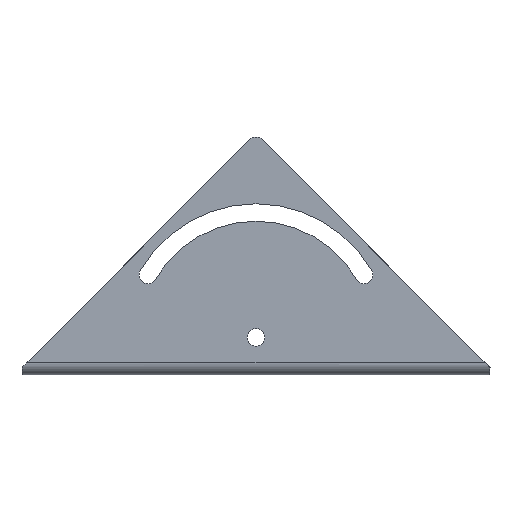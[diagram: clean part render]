
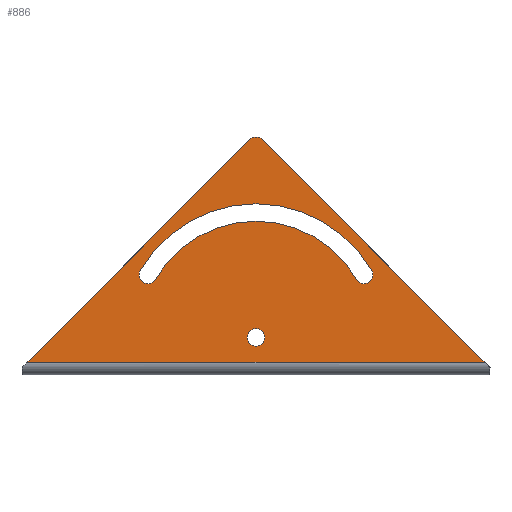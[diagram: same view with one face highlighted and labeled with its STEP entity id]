
A CAD part, left-side view. The second image highlights one B-rep face of the part: STEP entity #886.
In plain terms, the highlighted planar face has unit normal (-1, 0, 0).
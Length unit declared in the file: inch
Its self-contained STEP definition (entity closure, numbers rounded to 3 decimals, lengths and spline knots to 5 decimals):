
#1=DIRECTION('',(0.,-0.707,0.707));
#2=VECTOR('',#1,5.04686);
#3=CARTESIAN_POINT('',(-0.12,-0.08,0.08));
#4=LINE('',#3,#2);
#5=DIRECTION('',(0.,-0.707,-0.707));
#6=VECTOR('',#5,5.04686);
#7=CARTESIAN_POINT('',(-0.12,-3.84666,3.64867));
#8=LINE('',#7,#6);
#9=CARTESIAN_POINT('',(-0.12,-3.74767,0.48083));
#10=DIRECTION('',(1.,0.,0.));
#11=DIRECTION('',(0.,-0.707,-0.707));
#12=AXIS2_PLACEMENT_3D('',#9,#10,#11);
#14=CARTESIAN_POINT('',(-0.12,-3.74767,0.48083));
#15=DIRECTION('',(1.,0.,0.));
#16=DIRECTION('',(0.,0.707,0.707));
#17=AXIS2_PLACEMENT_3D('',#14,#15,#16);
#19=CARTESIAN_POINT('',(-0.12,-5.47972,1.48083));
#20=DIRECTION('',(1.,0.,0.));
#21=DIRECTION('',(0.,-0.866,0.5));
#22=AXIS2_PLACEMENT_3D('',#19,#20,#21);
#24=CARTESIAN_POINT('',(-0.12,-3.74767,0.48083));
#25=DIRECTION('',(1.,0.,0.));
#26=DIRECTION('',(0.,0.866,0.5));
#27=AXIS2_PLACEMENT_3D('',#24,#25,#26);
#29=CARTESIAN_POINT('',(-0.12,-2.01562,1.48083));
#30=DIRECTION('',(1.,0.,0.));
#31=DIRECTION('',(0.,-0.866,-0.5));
#32=AXIS2_PLACEMENT_3D('',#29,#30,#31);
#34=CARTESIAN_POINT('',(-0.12,-3.74767,0.48083));
#35=DIRECTION('',(1.,0.,0.));
#36=DIRECTION('',(0.,0.866,0.5));
#37=AXIS2_PLACEMENT_3D('',#34,#35,#36);
#53=DIRECTION('',(0.,1.,0.));
#54=VECTOR('',#53,7.33533);
#55=CARTESIAN_POINT('',(-0.12,-7.41533,0.08));
#56=LINE('',#55,#54);
#621=CARTESIAN_POINT('',(-0.12,-3.74767,3.54968));
#622=DIRECTION('',(-1.,0.,0.));
#623=DIRECTION('',(0.,-0.707,0.707));
#624=AXIS2_PLACEMENT_3D('',#621,#622,#623);
#660=CARTESIAN_POINT('',(-0.12,-3.84666,3.64867));
#662=VERTEX_POINT('',#660);
#663=CARTESIAN_POINT('',(-0.12,-3.64867,3.64867));
#664=VERTEX_POINT('',#663);
#747=CARTESIAN_POINT('',(-0.12,-3.84666,0.38184));
#748=CARTESIAN_POINT('',(-0.12,-3.64867,0.57983));
#749=VERTEX_POINT('',#747);
#750=VERTEX_POINT('',#748);
#755=CARTESIAN_POINT('',(-0.12,-5.60096,1.55083));
#756=CARTESIAN_POINT('',(-0.12,-5.35847,1.41083));
#757=VERTEX_POINT('',#755);
#758=VERTEX_POINT('',#756);
#759=CARTESIAN_POINT('',(-0.12,-2.13686,1.41083));
#760=CARTESIAN_POINT('',(-0.12,-1.89437,1.55083));
#761=VERTEX_POINT('',#759);
#762=VERTEX_POINT('',#760);
#777=CARTESIAN_POINT('',(-0.12,-7.41533,0.08));
#778=CARTESIAN_POINT('',(-0.12,-0.08,0.08));
#779=VERTEX_POINT('',#777);
#780=VERTEX_POINT('',#778);
#855=CARTESIAN_POINT('',(-0.12,-3.74767,3.74767));
#856=DIRECTION('',(1.,0.,0.));
#857=DIRECTION('',(0.,-0.707,-0.707));
#858=AXIS2_PLACEMENT_3D('',#855,#856,#857);
#859=PLANE('',#858);
#861=ORIENTED_EDGE('',*,*,#860,.T.);
#863=ORIENTED_EDGE('',*,*,#862,.T.);
#865=ORIENTED_EDGE('',*,*,#864,.F.);
#867=ORIENTED_EDGE('',*,*,#866,.T.);
#868=EDGE_LOOP('',(#861,#863,#865,#867));
#869=FACE_OUTER_BOUND('',#868,.F.);
#871=ORIENTED_EDGE('',*,*,#870,.F.);
#873=ORIENTED_EDGE('',*,*,#872,.F.);
#874=EDGE_LOOP('',(#871,#873));
#875=FACE_BOUND('',#874,.F.);
#877=ORIENTED_EDGE('',*,*,#876,.F.);
#879=ORIENTED_EDGE('',*,*,#878,.F.);
#881=ORIENTED_EDGE('',*,*,#880,.F.);
#883=ORIENTED_EDGE('',*,*,#882,.T.);
#884=EDGE_LOOP('',(#877,#879,#881,#883));
#885=FACE_BOUND('',#884,.F.);
#886=ADVANCED_FACE('',(#869,#875,#885),#859,.F.);
#13=CIRCLE('',#12,0.14);
#18=CIRCLE('',#17,0.14);
#23=CIRCLE('',#22,0.14);
#28=CIRCLE('',#27,2.14);
#33=CIRCLE('',#32,0.14);
#38=CIRCLE('',#37,1.86);
#625=CIRCLE('',#624,0.14);
#860=EDGE_CURVE('',#779,#780,#56,.T.);
#862=EDGE_CURVE('',#780,#664,#4,.T.);
#864=EDGE_CURVE('',#662,#664,#625,.T.);
#866=EDGE_CURVE('',#662,#779,#8,.T.);
#870=EDGE_CURVE('',#749,#750,#13,.T.);
#872=EDGE_CURVE('',#750,#749,#18,.T.);
#876=EDGE_CURVE('',#757,#758,#23,.T.);
#878=EDGE_CURVE('',#762,#757,#28,.T.);
#880=EDGE_CURVE('',#761,#762,#33,.T.);
#882=EDGE_CURVE('',#761,#758,#38,.T.);
